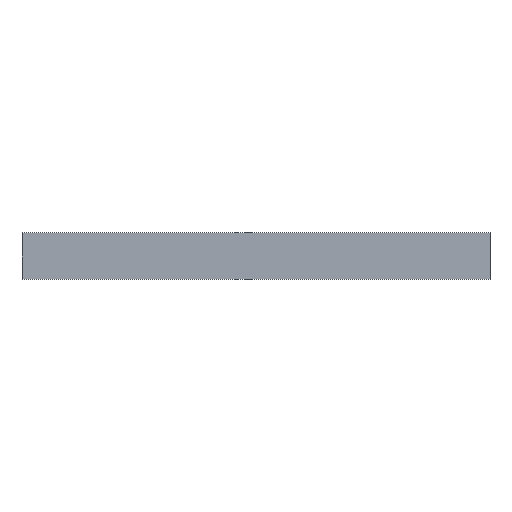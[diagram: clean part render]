
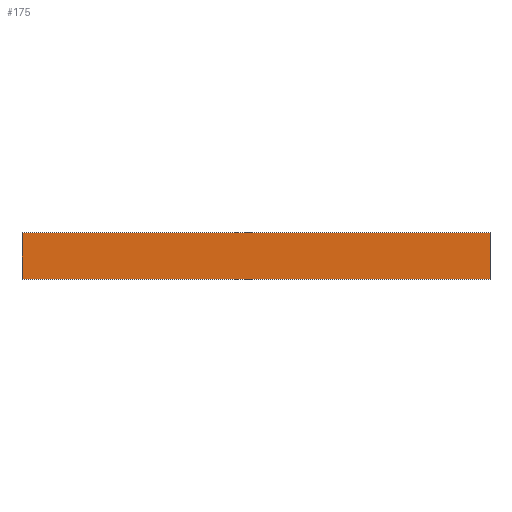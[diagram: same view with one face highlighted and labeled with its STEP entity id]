
A CAD part, top view. The second image highlights one B-rep face of the part: STEP entity #175.
In plain terms, the highlighted planar face has unit normal (0, 0, 1).
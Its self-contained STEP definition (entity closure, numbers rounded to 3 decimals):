
#6 = CARTESIAN_POINT ( 'NONE',  ( -127., -12.7, 0.05 ) ) ;
#8 = DIRECTION ( 'NONE',  ( -1., 0., 0. ) ) ;
#10 = CARTESIAN_POINT ( 'NONE',  ( 127., -12.7, 0.05 ) ) ;
#11 = DIRECTION ( 'NONE',  ( 0., 0., -1. ) ) ;
#20 = ORIENTED_EDGE ( 'NONE', *, *, #154, .T. ) ;
#28 = CARTESIAN_POINT ( 'NONE',  ( -127., -12.7, 0.05 ) ) ;
#38 = AXIS2_PLACEMENT_3D ( 'NONE', #44, #11, #8 ) ;
#44 = CARTESIAN_POINT ( 'NONE',  ( 0., 0., 0.05 ) ) ;
#52 = LINE ( 'NONE', #28, #211 ) ;
#62 = VERTEX_POINT ( 'NONE', #6 ) ;
#63 = CARTESIAN_POINT ( 'NONE',  ( 127., 12.7, 0.05 ) ) ;
#69 = CARTESIAN_POINT ( 'NONE',  ( -127., -12.7, 0.05 ) ) ;
#73 = VECTOR ( 'NONE', #81, 1000. ) ;
#81 = DIRECTION ( 'NONE',  ( -1., 0., 0. ) ) ;
#82 = DIRECTION ( 'NONE',  ( 0., 1., 0. ) ) ;
#86 = CARTESIAN_POINT ( 'NONE',  ( -127., 12.7, 0.05 ) ) ;
#111 = ORIENTED_EDGE ( 'NONE', *, *, #182, .T. ) ;
#127 = EDGE_LOOP ( 'NONE', ( #230, #212, #111, #20 ) ) ;
#128 = EDGE_CURVE ( 'NONE', #173, #166, #130, .T. ) ;
#130 = LINE ( 'NONE', #216, #172 ) ;
#138 = DIRECTION ( 'NONE',  ( 0., -1., 0. ) ) ;
#139 = PLANE ( 'NONE',  #38 ) ;
#141 = FACE_OUTER_BOUND ( 'NONE', #127, .T. ) ;
#154 = EDGE_CURVE ( 'NONE', #62, #173, #52, .T. ) ;
#166 = VERTEX_POINT ( 'NONE', #63 ) ;
#172 = VECTOR ( 'NONE', #82, 1000. ) ;
#173 = VERTEX_POINT ( 'NONE', #10 ) ;
#174 = VECTOR ( 'NONE', #138, 1000. ) ;
#175 = ADVANCED_FACE ( 'NONE', ( #141 ), #139, .F. ) ;
#182 = EDGE_CURVE ( 'NONE', #209, #62, #199, .T. ) ;
#183 = DIRECTION ( 'NONE',  ( 1., 0., 0. ) ) ;
#184 = LINE ( 'NONE', #217, #73 ) ;
#196 = EDGE_CURVE ( 'NONE', #166, #209, #184, .T. ) ;
#199 = LINE ( 'NONE', #69, #174 ) ;
#209 = VERTEX_POINT ( 'NONE', #86 ) ;
#211 = VECTOR ( 'NONE', #183, 1000. ) ;
#212 = ORIENTED_EDGE ( 'NONE', *, *, #196, .T. ) ;
#216 = CARTESIAN_POINT ( 'NONE',  ( 127., -12.7, 0.05 ) ) ;
#217 = CARTESIAN_POINT ( 'NONE',  ( -127., 12.7, 0.05 ) ) ;
#230 = ORIENTED_EDGE ( 'NONE', *, *, #128, .T. ) ;
